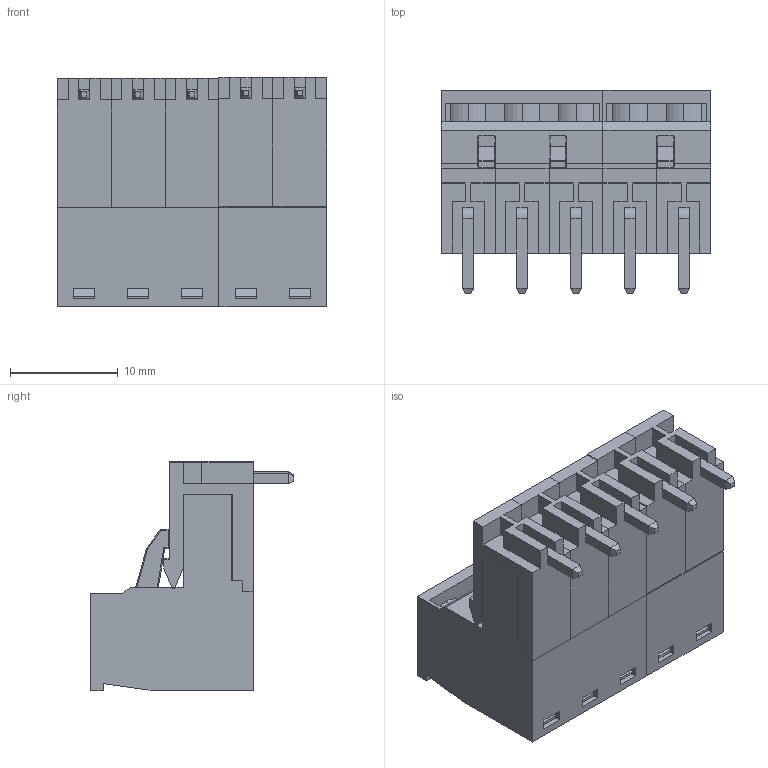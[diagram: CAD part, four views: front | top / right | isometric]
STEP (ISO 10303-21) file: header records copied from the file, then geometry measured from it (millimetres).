
FILE_DESCRIPTION (( 'STEP AP214' ), '1' );
FILE_NAME ('5P.STEP', '2021-08-08T19:05:12', ( '' ), ( '' ), 'SwSTEP 2.0', 'SolidWorks 2020', '' );
FILE_SCHEMA (( 'AUTOMOTIVE_DESIGN' ));
Length unit declared in the file: millimetre
Products named in the file (18): 1P; 2P; 691352710002.stp; 6913527100xx_VIS.stp; 5P; Socket; 6913527100xx_PIN.stp; 2P.stp; 3P.stp; 691352710002_COFFRE.stp; 691352710003_COFFRE.stp; 6913527100xxCAGE.stp; Metal; 691352710003.stp
Assembly tree (37 placements, depth 4):
  5P
    3P.stp
      6913527100xx_PIN.stp  x3
      6913527100xxCAGE.stp  x3
      6913527100xx_VIS.stp  x3
      691352710003.stp
      691352710003_COFFRE.stp
    1P
      Metal
      Socket
    1P
      Metal
      Socket
    1P
      Metal
      Socket
    2P
      2P.stp
        6913527100xx_PIN.stp  x2
        6913527100xxCAGE.stp  x2
        6913527100xx_VIS.stp  x2
        691352710002.stp
        691352710002_COFFRE.stp
      1P
        Metal
        Socket
      1P
        Metal
        Socket
Bounding box: 25 x 18.85 x 21.32 mm (x, y, z)
Volume: 3872.5 mm3; surface area: 10350.2 mm2
Topology: 29 solids, 29 shells, 1512 faces, 4086 edges, 2630 vertices
Faces by surface type: plane 1034, cylinder 399, cone 40, sphere 24, torus 15
Entity records: 23439 total; most frequent: CARTESIAN_POINT 4176, ORIENTED_EDGE 3904, DIRECTION 3775, EDGE_CURVE 1952, LINE 1597, VECTOR 1597, VERTEX_POINT 1262, AXIS2_PLACEMENT_3D 1089
